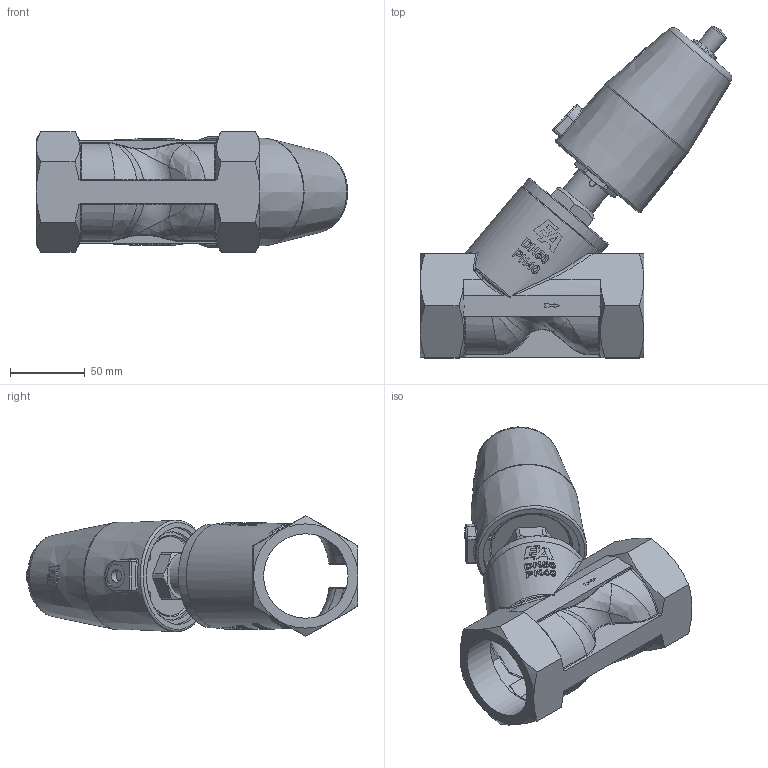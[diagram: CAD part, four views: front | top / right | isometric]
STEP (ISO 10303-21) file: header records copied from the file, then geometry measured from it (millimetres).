
FILE_DESCRIPTION(/* description */ ('DG2D3124050/OS'),/* implementation_level */ '2;1');
FILE_NAME(/* name */ 'DG2D3124050_OS.stp',/* time_stamp */ '2022-01-27T13:33:26+01:00',/* author */ ('hois'),/* organization */ (''),/* preprocessor_version */ 'ST-DEVELOPER v18.1',/* originating_system */ 'Autodesk Inventor 2020',/* authorisation */ '');
FILE_SCHEMA (('AUTOMOTIVE_DESIGN { 1 0 10303 214 3 1 1 }'));
Length unit declared in the file: millimetre
Products named in the file (7): DG2D3124050/OS; GGS0050.26.0013-K-GM; ETG0050.13.0023; DER0650.06.0013; SZY0630.23.0022; DIN0472-63x2,5; VST1415.08.0013
Assembly tree (6 placements, depth 2):
  DG2D3124050/OS
    GGS0050.26.0013-K-GM
    ETG0050.13.0023
    DER0650.06.0013
    SZY0630.23.0022
    DIN0472-63x2,5
    VST1415.08.0013
Bounding box: 208.96 x 222.68 x 80.83 mm (x, y, z)
Volume: 706607.9 mm3; surface area: 143970.8 mm2
Topology: 6 solids, 6 shells, 675 faces, 1802 edges, 1185 vertices
Faces by surface type: plane 283, bspline 205, cylinder 124, cone 37, torus 25, sphere 1
Full cylindrical faces by diameter (mm): 1.5 x1, 3 x2, 4 x1, 8.566 x1, 8.7 x1, 12 x2, 12.376 x1, 13 x1, 14 x2, 16 x1, 20 x2, 23.5 x1, 24.376 x1, 26 x1, 56.656 x3, 60 x1, 63 x1, 64 x1, 65 x3, 69 x1, 69.5 x1
Entity records: 29585 total; most frequent: CARTESIAN_POINT 13600, ORIENTED_EDGE 3578, DIRECTION 2827, EDGE_CURVE 1789, VERTEX_POINT 1185, AXIS2_PLACEMENT_3D 1071, EDGE_LOOP 748, LINE 685
